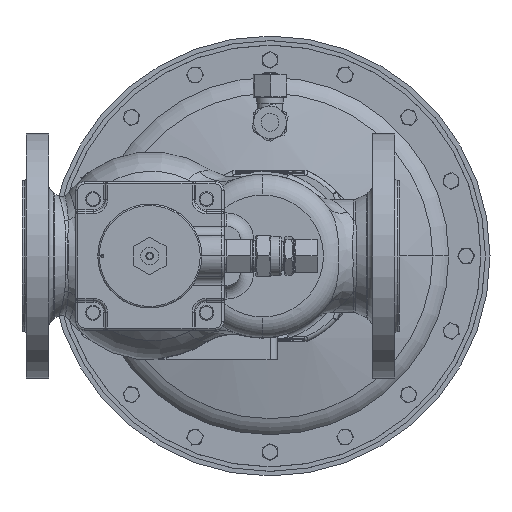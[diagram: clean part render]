
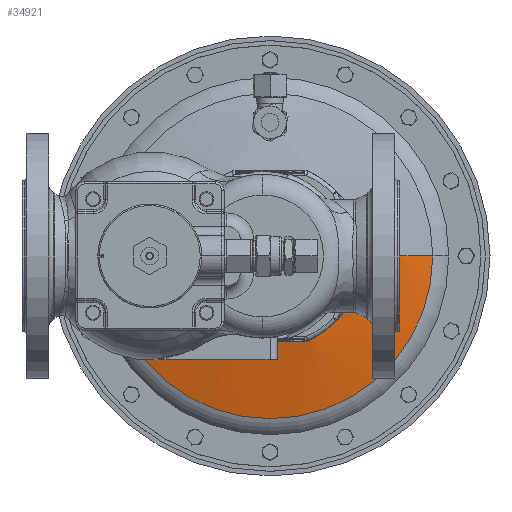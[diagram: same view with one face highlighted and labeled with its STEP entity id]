
A CAD part, front view. The second image highlights one B-rep face of the part: STEP entity #34921.
In plain terms, the highlighted spherical face has radius 373 mm.
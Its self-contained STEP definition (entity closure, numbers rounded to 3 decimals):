
#140 = CARTESIAN_POINT ( 'NONE',  ( 170., 139., 0. ) ) ;
#142 = ORIENTED_EDGE ( 'NONE', *, *, #45285, .T. ) ;
#1737 = CIRCLE ( 'NONE', #55256, 44.179 ) ;
#2135 = DIRECTION ( 'NONE',  ( 0., 1., 0. ) ) ;
#3652 = CARTESIAN_POINT ( 'NONE',  ( 279.54, 152.822, 0. ) ) ;
#4429 = CIRCLE ( 'NONE', #9524, 373. ) ;
#4824 = ORIENTED_EDGE ( 'NONE', *, *, #6487, .T. ) ;
#6487 = EDGE_CURVE ( 'Defeature ausgef�hrt1_1694+Defeature ausgef�hrt1_471+Defeature ausgef�hrt1_1695+Defeature ausgef�hrt1_1691', #64407, #14611, #24557, .T. ) ;
#7039 = CARTESIAN_POINT ( 'NONE',  ( 170., 139., 0. ) ) ;
#9524 = AXIS2_PLACEMENT_3D ( 'NONE', #69873, #14803, #76279 ) ;
#12638 = DIRECTION ( 'NONE',  ( -1., 0., 0. ) ) ;
#12698 = ORIENTED_EDGE ( 'NONE', *, *, #61105, .F. ) ;
#13025 = EDGE_CURVE ( 'Defeature ausgef�hrt1_1692+Defeature ausgef�hrt1_1694+Defeature ausgef�hrt1_1642+Defeature ausgef�hrt1_1646', #72779, #46950, #21542, .T. ) ;
#13693 = EDGE_CURVE ( 'Defeature ausgef�hrt1_1694+Defeature ausgef�hrt1_472+Defeature ausgef�hrt1_1691+Defeature ausgef�hrt1_1692', #70028, #46950, #23788, .T. ) ;
#14033 = CARTESIAN_POINT ( 'NONE',  ( 170., 152.822, 0. ) ) ;
#14172 = CIRCLE ( 'NONE', #48418, 44.179 ) ;
#14311 = CARTESIAN_POINT ( 'NONE',  ( 214.179, 139., 0. ) ) ;
#14611 = VERTEX_POINT ( 'NONE', #25144 ) ;
#14803 = DIRECTION ( 'NONE',  ( 0., 0., 1. ) ) ;
#16113 = FACE_OUTER_BOUND ( 'NONE', #29293, .T. ) ;
#17342 = AXIS2_PLACEMENT_3D ( 'NONE', #14033, #78838, #38393 ) ;
#17656 = CARTESIAN_POINT ( 'NONE',  ( 170., 509.374, 0. ) ) ;
#19723 = CARTESIAN_POINT ( 'NONE',  ( 170., 139., 0. ) ) ;
#20331 = EDGE_CURVE ( 'Defeature ausgef�hrt1_1691+Defeature ausgef�hrt1_1694+Defeature ausgef�hrt1_1645+Defeature ausgef�hrt1_1639', #70028, #14611, #14172, .T. ) ;
#20530 = DIRECTION ( 'NONE',  ( -1., 0., 0. ) ) ;
#20926 = SPHERICAL_SURFACE ( 'NONE', #25550, 373. ) ;
#21542 = CIRCLE ( 'NONE', #31743, 44.179 ) ;
#21656 = EDGE_CURVE ( 'NONE', #25188, #64407, #61930, .T. ) ;
#23660 = EDGE_CURVE ( 'Defeature ausgef�hrt1_1694+Defeature ausgef�hrt1_469+Defeature ausgef�hrt1_469+Defeature ausgef�hrt1_469', #29099, #25188, #61924, .T. ) ;
#23788 = CIRCLE ( 'NONE', #75993, 44.179 ) ;
#24557 = CIRCLE ( 'NONE', #57624, 44.179 ) ;
#25144 = CARTESIAN_POINT ( 'NONE',  ( 211.19, 139., -15.973 ) ) ;
#25188 = VERTEX_POINT ( 'NONE', #3652 ) ;
#25550 = AXIS2_PLACEMENT_3D ( 'NONE', #61069, #73061, #31179 ) ;
#27339 = CARTESIAN_POINT ( 'NONE',  ( 154.027, 139., -41.19 ) ) ;
#29099 = VERTEX_POINT ( 'NONE', #56388 ) ;
#29293 = EDGE_LOOP ( 'NONE', ( #58845, #35217, #4824, #40911, #60228, #53131, #142, #12698 ) ) ;
#31179 = DIRECTION ( 'NONE',  ( -1., 0., 0. ) ) ;
#31424 = DIRECTION ( 'NONE',  ( 0., 1., 0. ) ) ;
#31743 = AXIS2_PLACEMENT_3D ( 'NONE', #75925, #33280, #57582 ) ;
#33280 = DIRECTION ( 'NONE',  ( 0., -1., 0. ) ) ;
#34921 = ADVANCED_FACE ( 'Defeature ausgef�hrt1_1694', ( #16113 ), #20926, .T. ) ;
#35217 = ORIENTED_EDGE ( 'NONE', *, *, #21656, .T. ) ;
#38393 = DIRECTION ( 'NONE',  ( -1., 0., 0. ) ) ;
#40911 = ORIENTED_EDGE ( 'NONE', *, *, #20331, .F. ) ;
#45285 = EDGE_CURVE ( 'Defeature ausgef�hrt1_1694+Defeature ausgef�hrt1_1690+Defeature ausgef�hrt1_1692+Defeature ausgef�hrt1_1693', #72779, #71383, #1737, .T. ) ;
#46950 = VERTEX_POINT ( 'NONE', #27339 ) ;
#46999 = CARTESIAN_POINT ( 'NONE',  ( 170., 139., 0. ) ) ;
#48418 = AXIS2_PLACEMENT_3D ( 'NONE', #140, #66411, #59226 ) ;
#53131 = ORIENTED_EDGE ( 'NONE', *, *, #13025, .F. ) ;
#54354 = DIRECTION ( 'NONE',  ( 0., 0., -1. ) ) ;
#55256 = AXIS2_PLACEMENT_3D ( 'NONE', #7039, #31424, #12638 ) ;
#56388 = CARTESIAN_POINT ( 'NONE',  ( 60.46, 152.822, 0. ) ) ;
#57582 = DIRECTION ( 'NONE',  ( -1., 0., 0. ) ) ;
#57624 = AXIS2_PLACEMENT_3D ( 'NONE', #19723, #2135, #20530 ) ;
#58845 = ORIENTED_EDGE ( 'NONE', *, *, #23660, .T. ) ;
#59155 = DIRECTION ( 'NONE',  ( -1., 0., 0. ) ) ;
#59226 = DIRECTION ( 'NONE',  ( -1., 0., 0. ) ) ;
#60228 = ORIENTED_EDGE ( 'NONE', *, *, #13693, .T. ) ;
#61069 = CARTESIAN_POINT ( 'NONE',  ( 170., 509.374, 0. ) ) ;
#61105 = EDGE_CURVE ( 'NONE', #29099, #71383, #4429, .T. ) ;
#61300 = CARTESIAN_POINT ( 'NONE',  ( 185.973, 139., -41.19 ) ) ;
#61924 = CIRCLE ( 'NONE', #17342, 109.54 ) ;
#61930 = CIRCLE ( 'NONE', #63232, 373. ) ;
#63232 = AXIS2_PLACEMENT_3D ( 'NONE', #17656, #54354, #59155 ) ;
#64060 = CARTESIAN_POINT ( 'NONE',  ( 125.821, 139., 0. ) ) ;
#64407 = VERTEX_POINT ( 'NONE', #14311 ) ;
#66411 = DIRECTION ( 'NONE',  ( 0., -1., 0. ) ) ;
#69873 = CARTESIAN_POINT ( 'NONE',  ( 170., 509.374, 0. ) ) ;
#70028 = VERTEX_POINT ( 'NONE', #61300 ) ;
#70548 = DIRECTION ( 'NONE',  ( 0., 1., 0. ) ) ;
#71383 = VERTEX_POINT ( 'NONE', #64060 ) ;
#72779 = VERTEX_POINT ( 'NONE', #78735 ) ;
#73061 = DIRECTION ( 'NONE',  ( 0., 0., -1. ) ) ;
#75925 = CARTESIAN_POINT ( 'NONE',  ( 170., 139., 0. ) ) ;
#75993 = AXIS2_PLACEMENT_3D ( 'NONE', #46999, #70548, #77325 ) ;
#76279 = DIRECTION ( 'NONE',  ( 1., 0., 0. ) ) ;
#77325 = DIRECTION ( 'NONE',  ( -1., 0., 0. ) ) ;
#78735 = CARTESIAN_POINT ( 'NONE',  ( 128.81, 139., -15.973 ) ) ;
#78838 = DIRECTION ( 'NONE',  ( 0., -1., 0. ) ) ;
